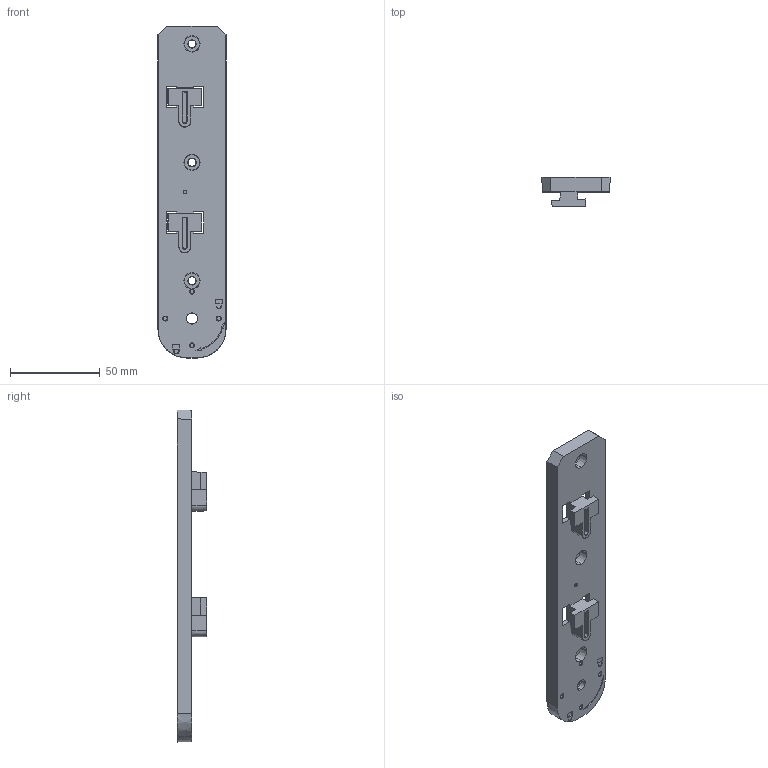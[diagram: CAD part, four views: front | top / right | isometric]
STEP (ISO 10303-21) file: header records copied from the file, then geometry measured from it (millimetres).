
FILE_DESCRIPTION (( 'STEP AP214' ), '1' );
FILE_NAME ('JXHSV06-04005-d Motherboard box hanging plate.step', '2023-01-05T07:14:53', ( '微软用户' ), ( '微软中国' ), 'SwSTEP 2.0', 'SolidWorks 2020', '' );
FILE_SCHEMA (( 'AUTOMOTIVE_DESIGN' ));
Length unit declared in the file: millimetre
Products named in the file (1): JXHSV06-04005-d Motherboard box hanging plate
Bounding box: 38 x 16.3 x 185 mm (x, y, z)
Volume: 29375.9 mm3; surface area: 25018.9 mm2
Topology: 1 solids, 1 shells, 302 faces, 844 edges, 560 vertices
Faces by surface type: plane 218, cone 38, cylinder 20, bspline 18, torus 8
Entity records: 10560 total; most frequent: CARTESIAN_POINT 2707, ORIENTED_EDGE 1688, DIRECTION 1502, EDGE_CURVE 844, VECTOR 620, LINE 620, VERTEX_POINT 560, AXIS2_PLACEMENT_3D 441
